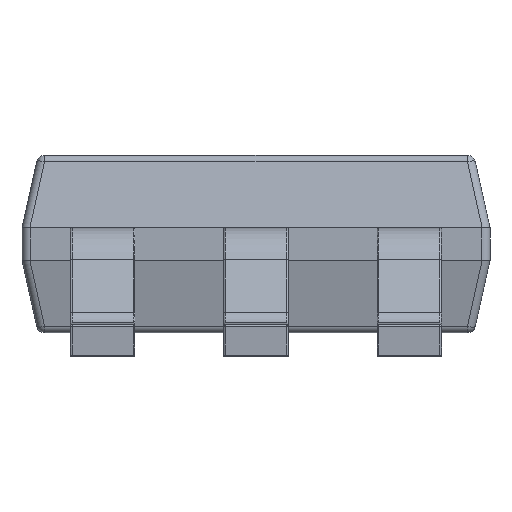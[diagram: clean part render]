
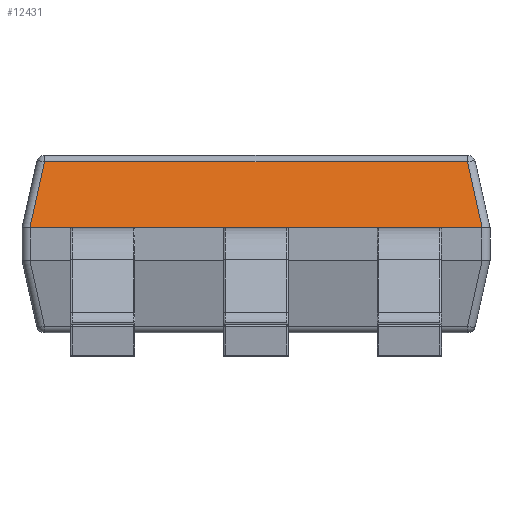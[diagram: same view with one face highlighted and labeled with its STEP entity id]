
A CAD part, left-side view. The second image highlights one B-rep face of the part: STEP entity #12431.
In plain terms, the highlighted planar face has unit normal (-0.976, 0, 0.217).
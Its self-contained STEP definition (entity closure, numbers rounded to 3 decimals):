
#2736 = LINE ( 'NONE', #8079, #28772 ) ;
#3176 = LINE ( 'NONE', #27173, #22806 ) ;
#3529 = ORIENTED_EDGE ( 'NONE', *, *, #11645, .T. ) ;
#3772 = DIRECTION ( 'NONE',  ( -0.976, 0., 0.217 ) ) ;
#5039 = EDGE_CURVE ( 'NONE', #32282, #24697, #3176, .T. ) ;
#5433 = VERTEX_POINT ( 'NONE', #31500 ) ;
#6816 = CARTESIAN_POINT ( 'NONE',  ( -0.8, 1.401, 0.75 ) ) ;
#6997 = FACE_OUTER_BOUND ( 'NONE', #19541, .T. ) ;
#7183 = VERTEX_POINT ( 'NONE', #32541 ) ;
#7592 = CARTESIAN_POINT ( 'NONE',  ( -0.8, 1.45, 0.75 ) ) ;
#8079 = CARTESIAN_POINT ( 'NONE',  ( -0.642, 1.243, 1.463 ) ) ;
#8835 = DIRECTION ( 'NONE',  ( 0., 1., 0. ) ) ;
#9147 = LINE ( 'NONE', #7592, #32482 ) ;
#9540 = EDGE_CURVE ( 'NONE', #11443, #32282, #26226, .T. ) ;
#10137 = CARTESIAN_POINT ( 'NONE',  ( -0.8, -1.4, 0.75 ) ) ;
#10446 = DIRECTION ( 'NONE',  ( 0.212, 0.212, 0.954 ) ) ;
#11358 = EDGE_CURVE ( 'NONE', #16924, #11443, #28415, .T. ) ;
#11443 = VERTEX_POINT ( 'NONE', #20294 ) ;
#11645 = EDGE_CURVE ( 'NONE', #5433, #7183, #13482, .T. ) ;
#12431 = ADVANCED_FACE ( 'NONE', ( #6997 ), #21834, .T. ) ;
#13482 =( BOUNDED_CURVE ( )  B_SPLINE_CURVE ( 3, ( #19090, #6816, #32380, #27246 ),
 .UNSPECIFIED., .F., .F. ) 
 B_SPLINE_CURVE_WITH_KNOTS ( ( 4, 4 ),
 ( 6.26, 6.283 ),
 .UNSPECIFIED. ) 
 CURVE ( )  GEOMETRIC_REPRESENTATION_ITEM ( )  RATIONAL_B_SPLINE_CURVE ( ( 1., 1., 1., 1. ) ) 
 REPRESENTATION_ITEM ( '' )  );
#13995 = ORIENTED_EDGE ( 'NONE', *, *, #18350, .T. ) ;
#14186 = DIRECTION ( 'NONE',  ( 0., 1., 0. ) ) ;
#14877 = CARTESIAN_POINT ( 'NONE',  ( -0.709, -1.31, 1.161 ) ) ;
#15710 = CARTESIAN_POINT ( 'NONE',  ( -0.642, -1.243, 1.463 ) ) ;
#16879 = ORIENTED_EDGE ( 'NONE', *, *, #11358, .T. ) ;
#16924 = VERTEX_POINT ( 'NONE', #24920 ) ;
#18350 = EDGE_CURVE ( 'NONE', #24697, #5433, #2736, .T. ) ;
#18842 = VECTOR ( 'NONE', #10446, 1000. ) ;
#19090 = CARTESIAN_POINT ( 'NONE',  ( -0.8, 1.401, 0.75 ) ) ;
#19541 = EDGE_LOOP ( 'NONE', ( #13995, #3529, #21578, #16879, #29720, #30367 ) ) ;
#20294 = CARTESIAN_POINT ( 'NONE',  ( -0.8, -1.401, 0.75 ) ) ;
#20502 = CARTESIAN_POINT ( 'NONE',  ( -0.8, -1.401, 0.75 ) ) ;
#21578 = ORIENTED_EDGE ( 'NONE', *, *, #27942, .F. ) ;
#21834 = PLANE ( 'NONE',  #31155 ) ;
#22806 = VECTOR ( 'NONE', #8835, 1000. ) ;
#24697 = VERTEX_POINT ( 'NONE', #30370 ) ;
#24920 = CARTESIAN_POINT ( 'NONE',  ( -0.8, -1.4, 0.75 ) ) ;
#26226 = LINE ( 'NONE', #15710, #18842 ) ;
#26829 = DIRECTION ( 'NONE',  ( -0.212, 0.212, -0.954 ) ) ;
#27173 = CARTESIAN_POINT ( 'NONE',  ( -0.709, 0., 1.161 ) ) ;
#27246 = CARTESIAN_POINT ( 'NONE',  ( -0.8, 1.4, 0.75 ) ) ;
#27942 = EDGE_CURVE ( 'NONE', #16924, #7183, #9147, .T. ) ;
#27976 = DIRECTION ( 'NONE',  ( 0., 1., 0. ) ) ;
#27979 = CARTESIAN_POINT ( 'NONE',  ( -0.8, -1.4, 0.75 ) ) ;
#28298 = CARTESIAN_POINT ( 'NONE',  ( -0.8, -1.401, 0.75 ) ) ;
#28415 =( BOUNDED_CURVE ( )  B_SPLINE_CURVE ( 3, ( #27979, #10137, #28298, #20502 ),
 .UNSPECIFIED., .F., .F. ) 
 B_SPLINE_CURVE_WITH_KNOTS ( ( 4, 4 ),
 ( 0., 0.024 ),
 .UNSPECIFIED. ) 
 CURVE ( )  GEOMETRIC_REPRESENTATION_ITEM ( )  RATIONAL_B_SPLINE_CURVE ( ( 1., 1., 1., 1. ) ) 
 REPRESENTATION_ITEM ( '' )  );
#28772 = VECTOR ( 'NONE', #26829, 1000. ) ;
#29608 = CARTESIAN_POINT ( 'NONE',  ( -0.7, 0., 1.2 ) ) ;
#29720 = ORIENTED_EDGE ( 'NONE', *, *, #9540, .T. ) ;
#30367 = ORIENTED_EDGE ( 'NONE', *, *, #5039, .T. ) ;
#30370 = CARTESIAN_POINT ( 'NONE',  ( -0.709, 1.31, 1.161 ) ) ;
#31155 = AXIS2_PLACEMENT_3D ( 'NONE', #29608, #3772, #14186 ) ;
#31500 = CARTESIAN_POINT ( 'NONE',  ( -0.8, 1.401, 0.75 ) ) ;
#32282 = VERTEX_POINT ( 'NONE', #14877 ) ;
#32380 = CARTESIAN_POINT ( 'NONE',  ( -0.8, 1.4, 0.75 ) ) ;
#32482 = VECTOR ( 'NONE', #27976, 1000. ) ;
#32541 = CARTESIAN_POINT ( 'NONE',  ( -0.8, 1.4, 0.75 ) ) ;
